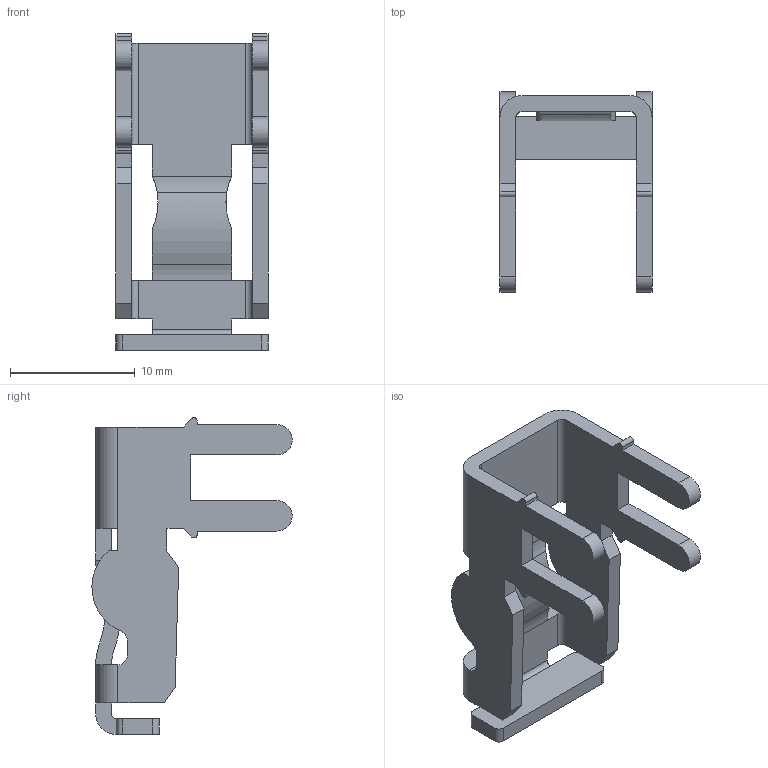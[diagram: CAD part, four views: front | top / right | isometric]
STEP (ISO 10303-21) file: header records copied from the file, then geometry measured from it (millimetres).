
FILE_DESCRIPTION(/* description */ ('','CAx-IF Rec.Pracs.---Representation and Presentation of Product Manufacturing Information (PMI)---4.0---2014-10-13'),/* implementation_level */ '2;1');
FILE_NAME(/* name */ 'power claw.stp',/* time_stamp */ '2019-11-25T04:19:22-06:00',/* author */ ('kjdix'),/* organization */ (''),/* preprocessor_version */ 'ST-DEVELOPER v17.2',/* originating_system */ 'Autodesk Inventor 2019',/* authorisation */ '');
FILE_SCHEMA (('AP242_MANAGED_MODEL_BASED_3D_ENGINEERING_MIM_LF { 1 0 10303 442 1 1 4 }'));
Length unit declared in the file: inch
Products named in the file (1): power claw
Bounding box: 12.19 x 16.05 x 25.4 mm (x, y, z)
Volume: 735 mm3; surface area: 1464.5 mm2
Topology: 1 solids, 1 shells, 98 faces, 367 edges, 352 vertices
Faces by surface type: plane 62, cylinder 36
Entity records: 3818 total; most frequent: CARTESIAN_POINT 811, DIRECTION 594, ORIENTED_EDGE 560, EDGE_CURVE 280, LINE 208, VECTOR 208, AXIS2_PLACEMENT_3D 193, VERTEX_POINT 180
